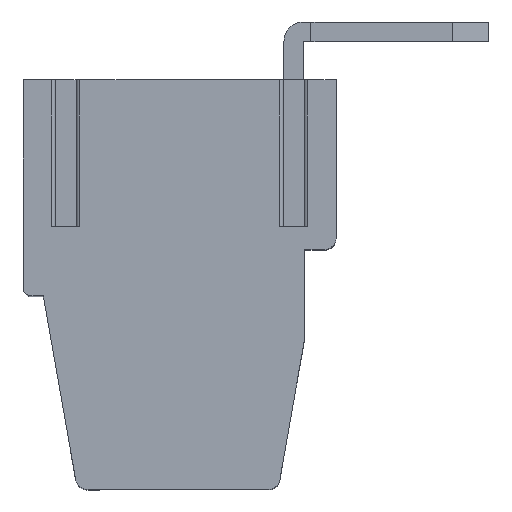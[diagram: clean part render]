
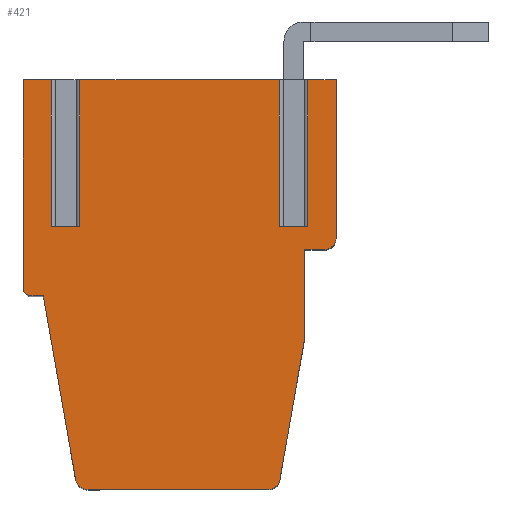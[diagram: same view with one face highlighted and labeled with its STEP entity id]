
A CAD part, top view. The second image highlights one B-rep face of the part: STEP entity #421.
In plain terms, the highlighted planar face has unit normal (0, 0, 1).
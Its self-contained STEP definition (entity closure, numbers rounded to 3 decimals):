
#421 = ADVANCED_FACE( '', ( #847 ), #848, .F. );
#847 = FACE_OUTER_BOUND( '', #1267, .T. );
#848 = PLANE( '', #1268 );
#1267 = EDGE_LOOP( '', ( #2533, #2534, #2535, #2536, #2537, #2538, #2539, #2540, #2541, #2542, #2543, #2544, #2545, #2546, #2547, #2548, #2549, #2550, #2551, #2552, #2553 ) );
#1268 = AXIS2_PLACEMENT_3D( '', #2554, #2555, #2556 );
#2533 = ORIENTED_EDGE( '', *, *, #2869, .T. );
#2534 = ORIENTED_EDGE( '', *, *, #2829, .T. );
#2535 = ORIENTED_EDGE( '', *, *, #2712, .T. );
#2536 = ORIENTED_EDGE( '', *, *, #2957, .T. );
#2537 = ORIENTED_EDGE( '', *, *, #2863, .T. );
#2538 = ORIENTED_EDGE( '', *, *, #2743, .F. );
#2539 = ORIENTED_EDGE( '', *, *, #2980, .T. );
#2540 = ORIENTED_EDGE( '', *, *, #2723, .T. );
#2541 = ORIENTED_EDGE( '', *, *, #2655, .T. );
#2542 = ORIENTED_EDGE( '', *, *, #3013, .F. );
#2543 = ORIENTED_EDGE( '', *, *, #2894, .T. );
#2544 = ORIENTED_EDGE( '', *, *, #3074, .T. );
#2545 = ORIENTED_EDGE( '', *, *, #3093, .T. );
#2546 = ORIENTED_EDGE( '', *, *, #2737, .T. );
#2547 = ORIENTED_EDGE( '', *, *, #2810, .T. );
#2548 = ORIENTED_EDGE( '', *, *, #3084, .F. );
#2549 = ORIENTED_EDGE( '', *, *, #3034, .F. );
#2550 = ORIENTED_EDGE( '', *, *, #2850, .T. );
#2551 = ORIENTED_EDGE( '', *, *, #2891, .T. );
#2552 = ORIENTED_EDGE( '', *, *, #3009, .T. );
#2553 = ORIENTED_EDGE( '', *, *, #2680, .T. );
#2554 = CARTESIAN_POINT( '', ( 21.952, 1.043, -47.5 ) );
#2555 = DIRECTION( '', ( 0., 0., -1. ) );
#2556 = DIRECTION( '', ( 0., -1., 0. ) );
#2655 = EDGE_CURVE( '', #3231, #3229, #3232, .T. );
#2680 = EDGE_CURVE( '', #3276, #3273, #3277, .T. );
#2712 = EDGE_CURVE( '', #3333, #3331, #3334, .T. );
#2723 = EDGE_CURVE( '', #3349, #3231, #3350, .T. );
#2737 = EDGE_CURVE( '', #3373, #3371, #3374, .T. );
#2743 = EDGE_CURVE( '', #3383, #3384, #3385, .T. );
#2810 = EDGE_CURVE( '', #3371, #3488, #3491, .T. );
#2829 = EDGE_CURVE( '', #3516, #3333, #3519, .T. );
#2850 = EDGE_CURVE( '', #3547, #3548, #3549, .T. );
#2863 = EDGE_CURVE( '', #3569, #3384, #3570, .T. );
#2869 = EDGE_CURVE( '', #3273, #3516, #3579, .T. );
#2891 = EDGE_CURVE( '', #3548, #3612, #3614, .T. );
#2894 = EDGE_CURVE( '', #3619, #3617, #3620, .T. );
#2957 = EDGE_CURVE( '', #3331, #3569, #3712, .T. );
#2980 = EDGE_CURVE( '', #3383, #3349, #3737, .T. );
#3009 = EDGE_CURVE( '', #3612, #3276, #3771, .T. );
#3013 = EDGE_CURVE( '', #3619, #3229, #3775, .T. );
#3034 = EDGE_CURVE( '', #3547, #3801, #3802, .T. );
#3074 = EDGE_CURVE( '', #3617, #3843, #3845, .T. );
#3084 = EDGE_CURVE( '', #3801, #3488, #3855, .T. );
#3093 = EDGE_CURVE( '', #3843, #3373, #3865, .T. );
#3229 = VERTEX_POINT( '', #4056 );
#3231 = VERTEX_POINT( '', #4059 );
#3232 = LINE( '', #4060, #4061 );
#3273 = VERTEX_POINT( '', #4125 );
#3276 = VERTEX_POINT( '', #4128 );
#3277 = LINE( '', #4129, #4130 );
#3331 = VERTEX_POINT( '', #4203 );
#3333 = VERTEX_POINT( '', #4205 );
#3334 = LINE( '', #4206, #4207 );
#3349 = VERTEX_POINT( '', #4228 );
#3350 = LINE( '', #4229, #4230 );
#3371 = VERTEX_POINT( '', #4261 );
#3373 = VERTEX_POINT( '', #4264 );
#3374 = LINE( '', #4265, #4266 );
#3383 = VERTEX_POINT( '', #4279 );
#3384 = VERTEX_POINT( '', #4280 );
#3385 = LINE( '', #4281, #4282 );
#3488 = VERTEX_POINT( '', #4427 );
#3491 = LINE( '', #4431, #4432 );
#3516 = VERTEX_POINT( '', #4468 );
#3519 = LINE( '', #4472, #4473 );
#3547 = VERTEX_POINT( '', #4514 );
#3548 = VERTEX_POINT( '', #4515 );
#3549 = LINE( '', #4516, #4517 );
#3569 = VERTEX_POINT( '', #4545 );
#3570 = LINE( '', #4546, #4547 );
#3579 = LINE( '', #4559, #4560 );
#3612 = VERTEX_POINT( '', #4607 );
#3614 = LINE( '', #4609, #4610 );
#3617 = VERTEX_POINT( '', #4613 );
#3619 = VERTEX_POINT( '', #4616 );
#3620 = LINE( '', #4617, #4618 );
#3712 = LINE( '', #4756, #4757 );
#3737 = CIRCLE( '', #4794, 0.198 );
#3771 = LINE( '', #4844, #4845 );
#3775 = CIRCLE( '', #4850, 0.298 );
#3801 = VERTEX_POINT( '', #4888 );
#3802 = LINE( '', #4889, #4890 );
#3843 = VERTEX_POINT( '', #4946 );
#3845 = CIRCLE( '', #4949, 0.298 );
#3855 = CIRCLE( '', #4962, 0.298 );
#3865 = LINE( '', #4975, #4976 );
#4056 = CARTESIAN_POINT( '', ( 19.305, -9.275, -47.5 ) );
#4059 = CARTESIAN_POINT( '', ( 18.473, -4.553, -47.5 ) );
#4060 = CARTESIAN_POINT( '', ( 18.473, -4.553, -47.5 ) );
#4061 = VECTOR( '', #5056, 1000. );
#4125 = CARTESIAN_POINT( '', ( 24.58, 1.043, -47.5 ) );
#4128 = CARTESIAN_POINT( '', ( 24.58, -2.757, -47.5 ) );
#4129 = CARTESIAN_POINT( '', ( 24.58, 1.043, -47.5 ) );
#4130 = VECTOR( '', #5081, 1000. );
#4203 = CARTESIAN_POINT( '', ( 18.68, -2.757, -47.5 ) );
#4205 = CARTESIAN_POINT( '', ( 19.42, -2.757, -47.5 ) );
#4206 = CARTESIAN_POINT( '', ( 19.37, -2.757, -47.5 ) );
#4207 = VECTOR( '', #5119, 1000. );
#4228 = CARTESIAN_POINT( '', ( 18.152, -4.553, -47.5 ) );
#4229 = CARTESIAN_POINT( '', ( 18.152, -4.553, -47.5 ) );
#4230 = VECTOR( '', #5129, 1000. );
#4261 = CARTESIAN_POINT( '', ( 25.236, -3.353, -47.5 ) );
#4264 = CARTESIAN_POINT( '', ( 25.236, -5.661, -47.5 ) );
#4265 = CARTESIAN_POINT( '', ( 25.236, -5.661, -47.5 ) );
#4266 = VECTOR( '', #5141, 1000. );
#4279 = CARTESIAN_POINT( '', ( 17.954, -4.355, -47.5 ) );
#4280 = CARTESIAN_POINT( '', ( 17.954, 1.043, -47.5 ) );
#4281 = CARTESIAN_POINT( '', ( 17.954, -4.355, -47.5 ) );
#4282 = VECTOR( '', #5146, 1000. );
#4427 = CARTESIAN_POINT( '', ( 25.752, -3.353, -47.5 ) );
#4431 = CARTESIAN_POINT( '', ( 25.236, -3.353, -47.5 ) );
#4432 = VECTOR( '', #5217, 1000. );
#4468 = CARTESIAN_POINT( '', ( 19.42, 1.043, -47.5 ) );
#4472 = CARTESIAN_POINT( '', ( 19.42, 1.043, -47.5 ) );
#4473 = VECTOR( '', #5236, 1000. );
#4514 = CARTESIAN_POINT( '', ( 26.05, 1.043, -47.5 ) );
#4515 = CARTESIAN_POINT( '', ( 25.32, 1.043, -47.5 ) );
#4516 = CARTESIAN_POINT( '', ( 21.952, 1.043, -47.5 ) );
#4517 = VECTOR( '', #5253, 1000. );
#4545 = CARTESIAN_POINT( '', ( 18.68, 1.043, -47.5 ) );
#4546 = CARTESIAN_POINT( '', ( 21.952, 1.043, -47.5 ) );
#4547 = VECTOR( '', #5274, 1000. );
#4559 = CARTESIAN_POINT( '', ( 21.952, 1.043, -47.5 ) );
#4560 = VECTOR( '', #5284, 1000. );
#4607 = CARTESIAN_POINT( '', ( 25.32, -2.757, -47.5 ) );
#4609 = CARTESIAN_POINT( '', ( 25.32, 1.043, -47.5 ) );
#4610 = VECTOR( '', #5311, 1000. );
#4613 = CARTESIAN_POINT( '', ( 24.302, -9.558, -47.5 ) );
#4616 = CARTESIAN_POINT( '', ( 19.602, -9.558, -47.5 ) );
#4617 = CARTESIAN_POINT( '', ( 19.602, -9.558, -47.5 ) );
#4618 = VECTOR( '', #5313, 1000. );
#4756 = CARTESIAN_POINT( '', ( 18.68, 1.043, -47.5 ) );
#4757 = VECTOR( '', #5366, 1000. );
#4794 = AXIS2_PLACEMENT_3D( '', #5385, #5386, #5387 );
#4844 = CARTESIAN_POINT( '', ( 25.27, -2.757, -47.5 ) );
#4845 = VECTOR( '', #5412, 1000. );
#4850 = AXIS2_PLACEMENT_3D( '', #5414, #5415, #5416 );
#4888 = CARTESIAN_POINT( '', ( 26.05, -3.055, -47.5 ) );
#4889 = CARTESIAN_POINT( '', ( 26.05, 1.043, -47.5 ) );
#4890 = VECTOR( '', #5429, 1000. );
#4946 = CARTESIAN_POINT( '', ( 24.599, -9.275, -47.5 ) );
#4949 = AXIS2_PLACEMENT_3D( '', #5452, #5453, #5454 );
#4962 = AXIS2_PLACEMENT_3D( '', #5458, #5459, #5460 );
#4975 = CARTESIAN_POINT( '', ( 24.595, -9.298, -47.5 ) );
#4976 = VECTOR( '', #5464, 1000. );
#5056 = DIRECTION( '', ( 0.174, -0.985, 0. ) );
#5081 = DIRECTION( '', ( 0., 1., 0. ) );
#5119 = DIRECTION( '', ( -1., 0., 0. ) );
#5129 = DIRECTION( '', ( 1., 0., 0. ) );
#5141 = DIRECTION( '', ( 0., 1., 0. ) );
#5146 = DIRECTION( '', ( 0., 1., 0. ) );
#5217 = DIRECTION( '', ( 1., 0., 0. ) );
#5236 = DIRECTION( '', ( 0., -1., 0. ) );
#5253 = DIRECTION( '', ( -1., 0., 0. ) );
#5274 = DIRECTION( '', ( -1., 0., 0. ) );
#5284 = DIRECTION( '', ( -1., 0., 0. ) );
#5311 = DIRECTION( '', ( 0., -1., 0. ) );
#5313 = DIRECTION( '', ( 1., 0., 0. ) );
#5366 = DIRECTION( '', ( 0., 1., 0. ) );
#5385 = CARTESIAN_POINT( '', ( 18.152, -4.355, -47.5 ) );
#5386 = DIRECTION( '', ( 0., 0., 1. ) );
#5387 = DIRECTION( '', ( -1., 0., 0. ) );
#5412 = DIRECTION( '', ( -1., 0., 0. ) );
#5414 = CARTESIAN_POINT( '', ( 19.602, -9.26, -47.5 ) );
#5415 = DIRECTION( '', ( 0., 0., -1. ) );
#5416 = DIRECTION( '', ( 0., -1., 0. ) );
#5429 = DIRECTION( '', ( 0., -1., 0. ) );
#5452 = CARTESIAN_POINT( '', ( 24.302, -9.26, -47.5 ) );
#5453 = DIRECTION( '', ( 0., 0., 1. ) );
#5454 = DIRECTION( '', ( 0., -1., 0. ) );
#5458 = CARTESIAN_POINT( '', ( 25.752, -3.055, -47.5 ) );
#5459 = DIRECTION( '', ( 0., 0., -1. ) );
#5460 = DIRECTION( '', ( 1., 0., 0. ) );
#5464 = DIRECTION( '', ( 0.174, 0.985, 0. ) );
